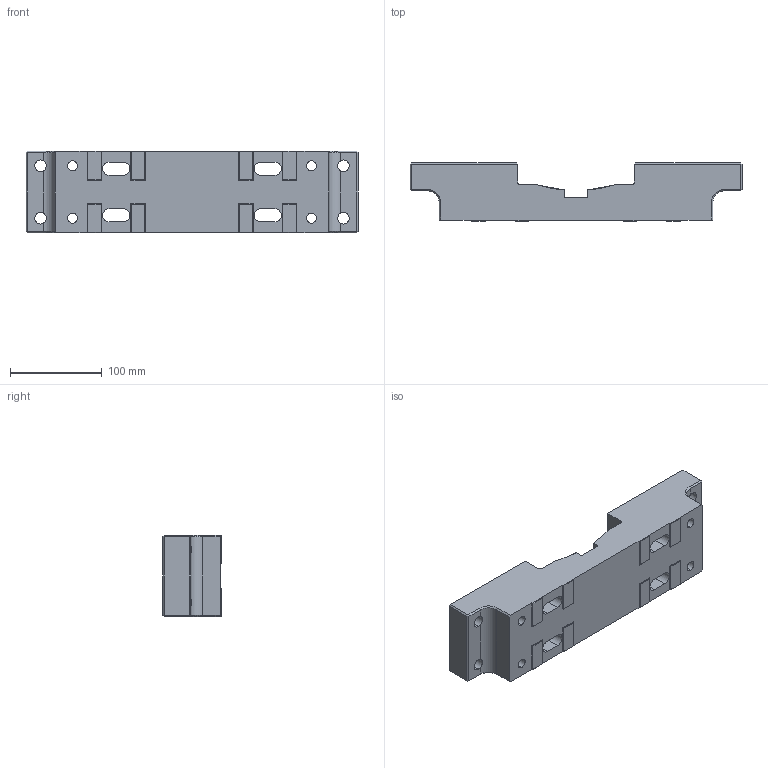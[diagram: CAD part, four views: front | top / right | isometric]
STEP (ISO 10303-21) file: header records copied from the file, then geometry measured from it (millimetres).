
FILE_DESCRIPTION (( 'STEP AP214' ), '1' );
FILE_NAME ('D080374_v2.STEP', '2010-05-11T21:02:38', ( '' ), ( '' ), 'SwSTEP 2.0', 'SolidWorks 2009', '' );
FILE_SCHEMA (( 'AUTOMOTIVE_DESIGN' ));
Length unit declared in the file: inch
Products named in the file (1): D080374_v2
Bounding box: 361.95 x 63.5 x 88.9 mm (x, y, z)
Volume: 1334017.1 mm3; surface area: 142863.4 mm2
Topology: 1 solids, 1 shells, 256 faces, 646 edges, 392 vertices
Faces by surface type: plane 140, cylinder 60, cone 28, torus 16, bspline 8, sphere 4
Entity records: 8170 total; most frequent: CARTESIAN_POINT 1995, ORIENTED_EDGE 1292, DIRECTION 1252, EDGE_CURVE 646, LINE 418, VECTOR 418, AXIS2_PLACEMENT_3D 417, VERTEX_POINT 392
